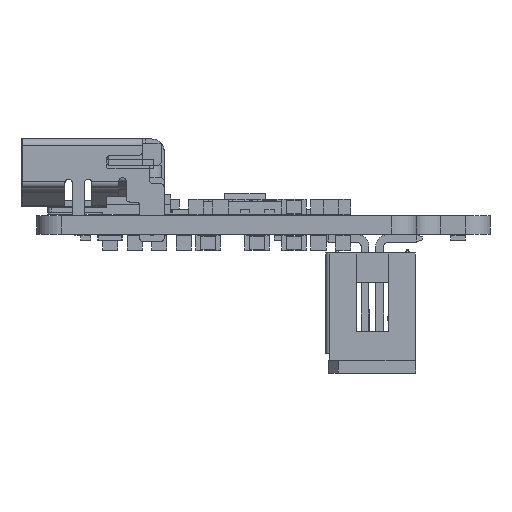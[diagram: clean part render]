
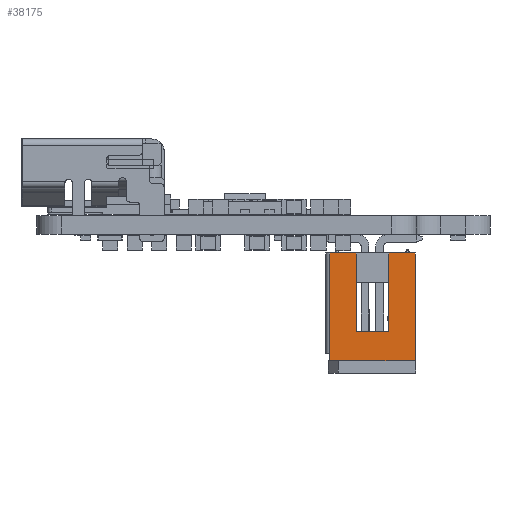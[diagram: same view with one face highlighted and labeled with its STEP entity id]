
A CAD part, left-side view. The second image highlights one B-rep face of the part: STEP entity #38175.
In plain terms, the highlighted free-form (B-spline) face has degree [1, 1] with [2, 2] control points.
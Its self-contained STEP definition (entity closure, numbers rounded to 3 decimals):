
#37676 = VERTEX_POINT('',#37677);
#37677 = CARTESIAN_POINT('',(13.97,3.5,-4.4));
#37682 = EDGE_CURVE('',#37683,#37676,#37685,.T.);
#37683 = VERTEX_POINT('',#37684);
#37684 = CARTESIAN_POINT('',(13.97,1.32,-4.4));
#37685 = B_SPLINE_CURVE_WITH_KNOTS('',1,(#37686,#37687),.UNSPECIFIED.,
  .F.,.F.,(2,2),(6.025,8.75),.PIECEWISE_BEZIER_KNOTS.);
#37686 = CARTESIAN_POINT('',(13.97,1.32,-4.4));
#37687 = CARTESIAN_POINT('',(13.97,3.5,-4.4));
#37704 = VERTEX_POINT('',#37705);
#37705 = CARTESIAN_POINT('',(13.97,-1.32,-4.4));
#37710 = EDGE_CURVE('',#37711,#37704,#37713,.T.);
#37711 = VERTEX_POINT('',#37712);
#37712 = CARTESIAN_POINT('',(13.97,-3.5,-4.4));
#37713 = B_SPLINE_CURVE_WITH_KNOTS('',1,(#37714,#37715),.UNSPECIFIED.,
  .F.,.F.,(2,2),(0.,2.725),.PIECEWISE_BEZIER_KNOTS.);
#37714 = CARTESIAN_POINT('',(13.97,-3.5,-4.4));
#37715 = CARTESIAN_POINT('',(13.97,-1.32,-4.4));
#38175 = ADVANCED_FACE('',(#38176),#38218,.T.);
#38176 = FACE_BOUND('',#38177,.T.);
#38177 = EDGE_LOOP('',(#38178,#38179,#38186,#38193,#38198,#38199,#38206,
    #38213));
#38178 = ORIENTED_EDGE('',*,*,#37710,.T.);
#38179 = ORIENTED_EDGE('',*,*,#38180,.F.);
#38180 = EDGE_CURVE('',#38181,#37704,#38183,.T.);
#38181 = VERTEX_POINT('',#38182);
#38182 = CARTESIAN_POINT('',(13.97,-1.32,2.));
#38183 = B_SPLINE_CURVE_WITH_KNOTS('',1,(#38184,#38185),.UNSPECIFIED.,
  .F.,.F.,(2,2),(0.,6.4),.PIECEWISE_BEZIER_KNOTS.);
#38184 = CARTESIAN_POINT('',(13.97,-1.32,2.));
#38185 = CARTESIAN_POINT('',(13.97,-1.32,-4.4));
#38186 = ORIENTED_EDGE('',*,*,#38187,.T.);
#38187 = EDGE_CURVE('',#38181,#38188,#38190,.T.);
#38188 = VERTEX_POINT('',#38189);
#38189 = CARTESIAN_POINT('',(13.97,1.32,2.));
#38190 = B_SPLINE_CURVE_WITH_KNOTS('',1,(#38191,#38192),.UNSPECIFIED.,
  .F.,.F.,(2,2),(0.,3.3),.PIECEWISE_BEZIER_KNOTS.);
#38191 = CARTESIAN_POINT('',(13.97,-1.32,2.));
#38192 = CARTESIAN_POINT('',(13.97,1.32,2.));
#38193 = ORIENTED_EDGE('',*,*,#38194,.T.);
#38194 = EDGE_CURVE('',#38188,#37683,#38195,.T.);
#38195 = B_SPLINE_CURVE_WITH_KNOTS('',1,(#38196,#38197),.UNSPECIFIED.,
  .F.,.F.,(2,2),(0.,6.4),.PIECEWISE_BEZIER_KNOTS.);
#38196 = CARTESIAN_POINT('',(13.97,1.32,2.));
#38197 = CARTESIAN_POINT('',(13.97,1.32,-4.4));
#38198 = ORIENTED_EDGE('',*,*,#37682,.T.);
#38199 = ORIENTED_EDGE('',*,*,#38200,.F.);
#38200 = EDGE_CURVE('',#38201,#37676,#38203,.T.);
#38201 = VERTEX_POINT('',#38202);
#38202 = CARTESIAN_POINT('',(13.97,3.5,4.4));
#38203 = B_SPLINE_CURVE_WITH_KNOTS('',1,(#38204,#38205),.UNSPECIFIED.,
  .F.,.F.,(2,2),(0.,8.8),.PIECEWISE_BEZIER_KNOTS.);
#38204 = CARTESIAN_POINT('',(13.97,3.5,4.4));
#38205 = CARTESIAN_POINT('',(13.97,3.5,-4.4));
#38206 = ORIENTED_EDGE('',*,*,#38207,.F.);
#38207 = EDGE_CURVE('',#38208,#38201,#38210,.T.);
#38208 = VERTEX_POINT('',#38209);
#38209 = CARTESIAN_POINT('',(13.97,-3.5,4.4));
#38210 = B_SPLINE_CURVE_WITH_KNOTS('',1,(#38211,#38212),.UNSPECIFIED.,
  .F.,.F.,(2,2),(0.,8.75),.PIECEWISE_BEZIER_KNOTS.);
#38211 = CARTESIAN_POINT('',(13.97,-3.5,4.4));
#38212 = CARTESIAN_POINT('',(13.97,3.5,4.4));
#38213 = ORIENTED_EDGE('',*,*,#38214,.T.);
#38214 = EDGE_CURVE('',#38208,#37711,#38215,.T.);
#38215 = B_SPLINE_CURVE_WITH_KNOTS('',1,(#38216,#38217),.UNSPECIFIED.,
  .F.,.F.,(2,2),(0.,8.8),.PIECEWISE_BEZIER_KNOTS.);
#38216 = CARTESIAN_POINT('',(13.97,-3.5,4.4));
#38217 = CARTESIAN_POINT('',(13.97,-3.5,-4.4));
#38218 = B_SPLINE_SURFACE_WITH_KNOTS('',1,1,(
    (#38219,#38220)
    ,(#38221,#38222
    )),.UNSPECIFIED.,.F.,.F.,.F.,(2,2),(2,2),(0.,8.8),(0.,8.75),
  .PIECEWISE_BEZIER_KNOTS.);
#38219 = CARTESIAN_POINT('',(13.97,-3.5,4.4));
#38220 = CARTESIAN_POINT('',(13.97,3.5,4.4));
#38221 = CARTESIAN_POINT('',(13.97,-3.5,-4.4));
#38222 = CARTESIAN_POINT('',(13.97,3.5,-4.4));
